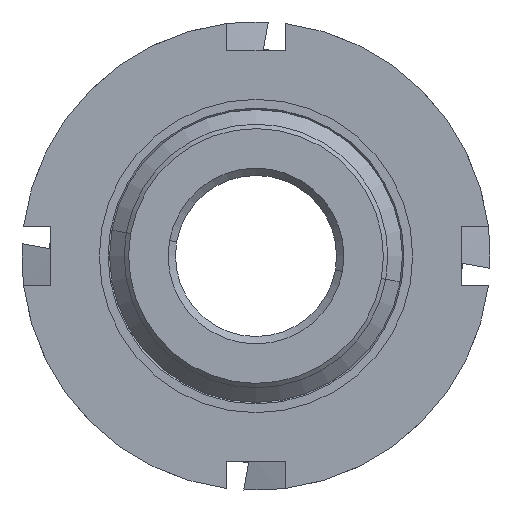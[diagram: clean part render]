
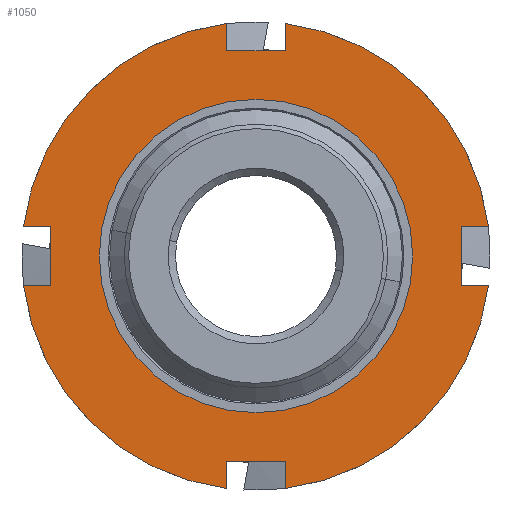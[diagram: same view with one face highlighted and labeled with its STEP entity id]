
A CAD part, front view. The second image highlights one B-rep face of the part: STEP entity #1050.
In plain terms, the highlighted planar face has unit normal (0, -1, 0).
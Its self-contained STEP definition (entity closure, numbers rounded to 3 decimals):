
#7 = EDGE_CURVE ( 'NONE', #1150, #287, #787, .T. ) ;
#24 = VECTOR ( 'NONE', #2161, 1000. ) ;
#42 = VECTOR ( 'NONE', #2848, 1000. ) ;
#55 = CARTESIAN_POINT ( 'NONE',  ( 0., -30., -10.7 ) ) ;
#58 = DIRECTION ( 'NONE',  ( 0., 0., 1. ) ) ;
#92 = EDGE_CURVE ( 'NONE', #2381, #1180, #2538, .T. ) ;
#106 = VECTOR ( 'NONE', #58, 1000. ) ;
#163 = CARTESIAN_POINT ( 'NONE',  ( -2., -30., 14. ) ) ;
#222 = DIRECTION ( 'NONE',  ( -1., 0., 0. ) ) ;
#226 = EDGE_CURVE ( 'NONE', #1630, #1788, #321, .T. ) ;
#234 = DIRECTION ( 'NONE',  ( 0., 0., 1. ) ) ;
#265 = ORIENTED_EDGE ( 'NONE', *, *, #1881, .T. ) ;
#276 = VECTOR ( 'NONE', #1457, 1000. ) ;
#283 = ORIENTED_EDGE ( 'NONE', *, *, #226, .F. ) ;
#286 = ORIENTED_EDGE ( 'NONE', *, *, #2544, .T. ) ;
#287 = VERTEX_POINT ( 'NONE', #1687 ) ;
#321 = LINE ( 'NONE', #738, #24 ) ;
#340 = EDGE_CURVE ( 'NONE', #1513, #664, #2142, .T. ) ;
#355 = CARTESIAN_POINT ( 'NONE',  ( 2., -30., 0. ) ) ;
#372 = CARTESIAN_POINT ( 'NONE',  ( 15.875, -30., -2. ) ) ;
#446 = DIRECTION ( 'NONE',  ( 0., 1., 0. ) ) ;
#555 = AXIS2_PLACEMENT_3D ( 'NONE', #2390, #2617, #1024 ) ;
#589 = ORIENTED_EDGE ( 'NONE', *, *, #1315, .F. ) ;
#605 = EDGE_CURVE ( 'NONE', #1664, #1335, #2535, .T. ) ;
#621 = VERTEX_POINT ( 'NONE', #1325 ) ;
#624 = DIRECTION ( 'NONE',  ( 0., 0., 1. ) ) ;
#626 = AXIS2_PLACEMENT_3D ( 'NONE', #2701, #1544, #624 ) ;
#657 = CARTESIAN_POINT ( 'NONE',  ( -2., -30., 0. ) ) ;
#664 = VERTEX_POINT ( 'NONE', #2321 ) ;
#680 = CARTESIAN_POINT ( 'NONE',  ( 0., -30., 0. ) ) ;
#686 = AXIS2_PLACEMENT_3D ( 'NONE', #859, #2945, #1129 ) ;
#693 = ORIENTED_EDGE ( 'NONE', *, *, #2533, .T. ) ;
#699 = ORIENTED_EDGE ( 'NONE', *, *, #1136, .F. ) ;
#738 = CARTESIAN_POINT ( 'NONE',  ( 10.7, -30., 2. ) ) ;
#751 = EDGE_CURVE ( 'NONE', #287, #1180, #2500, .T. ) ;
#763 = ORIENTED_EDGE ( 'NONE', *, *, #751, .T. ) ;
#787 = LINE ( 'NONE', #2436, #2715 ) ;
#815 = ORIENTED_EDGE ( 'NONE', *, *, #2831, .T. ) ;
#819 = AXIS2_PLACEMENT_3D ( 'NONE', #1008, #2858, #2262 ) ;
#859 = CARTESIAN_POINT ( 'NONE',  ( 0., -30., 0. ) ) ;
#934 = DIRECTION ( 'NONE',  ( 1., 0., 0. ) ) ;
#947 = VERTEX_POINT ( 'NONE', #2422 ) ;
#952 = CARTESIAN_POINT ( 'NONE',  ( -2., -30., -15.875 ) ) ;
#1004 = CARTESIAN_POINT ( 'NONE',  ( 2., -30., -15.875 ) ) ;
#1008 = CARTESIAN_POINT ( 'NONE',  ( 0., -30., 0. ) ) ;
#1024 = DIRECTION ( 'NONE',  ( 0., 0., 1. ) ) ;
#1025 = DIRECTION ( 'NONE',  ( 0., 0., 1. ) ) ;
#1050 = ADVANCED_FACE ( 'NONE', ( #2707, #1573 ), #2934, .F. ) ;
#1052 = DIRECTION ( 'NONE',  ( 1., 0., 0. ) ) ;
#1106 = ORIENTED_EDGE ( 'NONE', *, *, #1624, .T. ) ;
#1129 = DIRECTION ( 'NONE',  ( 0., 0., 1. ) ) ;
#1136 = EDGE_CURVE ( 'NONE', #1664, #2381, #2106, .T. ) ;
#1150 = VERTEX_POINT ( 'NONE', #1984 ) ;
#1180 = VERTEX_POINT ( 'NONE', #163 ) ;
#1208 = EDGE_CURVE ( 'NONE', #2450, #1942, #1676, .T. ) ;
#1252 = DIRECTION ( 'NONE',  ( 1., 0., 0. ) ) ;
#1257 = ORIENTED_EDGE ( 'NONE', *, *, #1208, .F. ) ;
#1266 = LINE ( 'NONE', #355, #276 ) ;
#1300 = DIRECTION ( 'NONE',  ( 0., 1., 0. ) ) ;
#1315 = EDGE_CURVE ( 'NONE', #1562, #947, #2168, .T. ) ;
#1325 = CARTESIAN_POINT ( 'NONE',  ( 14., -30., -2. ) ) ;
#1335 = VERTEX_POINT ( 'NONE', #1480 ) ;
#1421 = CARTESIAN_POINT ( 'NONE',  ( -2., -30., -14. ) ) ;
#1433 = VECTOR ( 'NONE', #1025, 1000. ) ;
#1435 = CARTESIAN_POINT ( 'NONE',  ( 0., -30., -14. ) ) ;
#1452 = VERTEX_POINT ( 'NONE', #952 ) ;
#1457 = DIRECTION ( 'NONE',  ( 0., 0., 1. ) ) ;
#1466 = CARTESIAN_POINT ( 'NONE',  ( 15.875, -30., 2. ) ) ;
#1477 = DIRECTION ( 'NONE',  ( -1., 0., 0. ) ) ;
#1480 = CARTESIAN_POINT ( 'NONE',  ( -14., -30., 2. ) ) ;
#1501 = CIRCLE ( 'NONE', #1996, 16. ) ;
#1506 = CIRCLE ( 'NONE', #1628, 16. ) ;
#1513 = VERTEX_POINT ( 'NONE', #55 ) ;
#1516 = CARTESIAN_POINT ( 'NONE',  ( 10.7, -30., 2. ) ) ;
#1544 = DIRECTION ( 'NONE',  ( 0., 1., 0. ) ) ;
#1552 = CARTESIAN_POINT ( 'NONE',  ( 14., -30., 2. ) ) ;
#1562 = VERTEX_POINT ( 'NONE', #1931 ) ;
#1573 = FACE_OUTER_BOUND ( 'NONE', #2359, .T. ) ;
#1596 = CARTESIAN_POINT ( 'NONE',  ( 10.7, -30., -2. ) ) ;
#1607 = EDGE_CURVE ( 'NONE', #1942, #1873, #1266, .T. ) ;
#1624 = EDGE_CURVE ( 'NONE', #1335, #947, #1803, .T. ) ;
#1628 = AXIS2_PLACEMENT_3D ( 'NONE', #2027, #1816, #2961 ) ;
#1630 = VERTEX_POINT ( 'NONE', #1466 ) ;
#1635 = VECTOR ( 'NONE', #934, 1000. ) ;
#1664 = VERTEX_POINT ( 'NONE', #1672 ) ;
#1672 = CARTESIAN_POINT ( 'NONE',  ( -15.875, -30., 2. ) ) ;
#1676 = CIRCLE ( 'NONE', #555, 16. ) ;
#1687 = CARTESIAN_POINT ( 'NONE',  ( 2., -30., 14. ) ) ;
#1720 = DIRECTION ( 'NONE',  ( 0., 0., -1. ) ) ;
#1779 = DIRECTION ( 'NONE',  ( 0., 0., -1. ) ) ;
#1788 = VERTEX_POINT ( 'NONE', #1552 ) ;
#1795 = LINE ( 'NONE', #1435, #1635 ) ;
#1803 = LINE ( 'NONE', #2162, #42 ) ;
#1816 = DIRECTION ( 'NONE',  ( 0., 1., 0. ) ) ;
#1824 = LINE ( 'NONE', #1596, #1970 ) ;
#1835 = ORIENTED_EDGE ( 'NONE', *, *, #2661, .T. ) ;
#1836 = EDGE_CURVE ( 'NONE', #1452, #1562, #1506, .T. ) ;
#1873 = VERTEX_POINT ( 'NONE', #2372 ) ;
#1881 = EDGE_CURVE ( 'NONE', #664, #1513, #2667, .T. ) ;
#1890 = ORIENTED_EDGE ( 'NONE', *, *, #7, .T. ) ;
#1908 = CARTESIAN_POINT ( 'NONE',  ( 10.7, -30., -2. ) ) ;
#1911 = VECTOR ( 'NONE', #1052, 1000. ) ;
#1920 = CARTESIAN_POINT ( 'NONE',  ( 0., -30., 14. ) ) ;
#1931 = CARTESIAN_POINT ( 'NONE',  ( -15.875, -30., -2. ) ) ;
#1942 = VERTEX_POINT ( 'NONE', #1004 ) ;
#1970 = VECTOR ( 'NONE', #222, 1000. ) ;
#1984 = CARTESIAN_POINT ( 'NONE',  ( 2., -30., 15.875 ) ) ;
#1996 = AXIS2_PLACEMENT_3D ( 'NONE', #680, #446, #234 ) ;
#2027 = CARTESIAN_POINT ( 'NONE',  ( 0., -30., 0. ) ) ;
#2048 = EDGE_CURVE ( 'NONE', #1150, #1630, #1501, .T. ) ;
#2106 = CIRCLE ( 'NONE', #2877, 16. ) ;
#2142 = CIRCLE ( 'NONE', #819, 10.7 ) ;
#2161 = DIRECTION ( 'NONE',  ( -1., 0., 0. ) ) ;
#2162 = CARTESIAN_POINT ( 'NONE',  ( -14., -30., 0. ) ) ;
#2168 = LINE ( 'NONE', #1908, #2456 ) ;
#2187 = CARTESIAN_POINT ( 'NONE',  ( -2., -30., 15.875 ) ) ;
#2217 = VECTOR ( 'NONE', #1779, 1000. ) ;
#2223 = ORIENTED_EDGE ( 'NONE', *, *, #2048, .F. ) ;
#2262 = DIRECTION ( 'NONE',  ( 0., 0., 1. ) ) ;
#2321 = CARTESIAN_POINT ( 'NONE',  ( 0., -30., 10.7 ) ) ;
#2359 = EDGE_LOOP ( 'NONE', ( #589, #2663, #1835, #286, #2719, #1257, #815, #693, #283, #2223, #1890, #763, #2943, #699, #2723, #1106 ) ) ;
#2372 = CARTESIAN_POINT ( 'NONE',  ( 2., -30., -14. ) ) ;
#2381 = VERTEX_POINT ( 'NONE', #2187 ) ;
#2390 = CARTESIAN_POINT ( 'NONE',  ( 0., -30., 0. ) ) ;
#2422 = CARTESIAN_POINT ( 'NONE',  ( -14., -30., -2. ) ) ;
#2436 = CARTESIAN_POINT ( 'NONE',  ( 2., -30., 0. ) ) ;
#2450 = VERTEX_POINT ( 'NONE', #372 ) ;
#2456 = VECTOR ( 'NONE', #1252, 1000. ) ;
#2500 = LINE ( 'NONE', #1920, #2784 ) ;
#2533 = EDGE_CURVE ( 'NONE', #621, #1788, #2553, .T. ) ;
#2535 = LINE ( 'NONE', #1516, #1911 ) ;
#2538 = LINE ( 'NONE', #657, #2217 ) ;
#2544 = EDGE_CURVE ( 'NONE', #2581, #1873, #1795, .T. ) ;
#2553 = LINE ( 'NONE', #2583, #106 ) ;
#2581 = VERTEX_POINT ( 'NONE', #1421 ) ;
#2583 = CARTESIAN_POINT ( 'NONE',  ( 14., -30., 0. ) ) ;
#2617 = DIRECTION ( 'NONE',  ( 0., 1., 0. ) ) ;
#2660 = LINE ( 'NONE', #2836, #1433 ) ;
#2661 = EDGE_CURVE ( 'NONE', #1452, #2581, #2660, .T. ) ;
#2663 = ORIENTED_EDGE ( 'NONE', *, *, #1836, .F. ) ;
#2667 = CIRCLE ( 'NONE', #686, 10.7 ) ;
#2672 = CARTESIAN_POINT ( 'NONE',  ( 0., -30., 0. ) ) ;
#2680 = EDGE_LOOP ( 'NONE', ( #265, #2763 ) ) ;
#2701 = CARTESIAN_POINT ( 'NONE',  ( 10.7, -30., 0. ) ) ;
#2707 = FACE_BOUND ( 'NONE', #2680, .T. ) ;
#2715 = VECTOR ( 'NONE', #1720, 1000. ) ;
#2719 = ORIENTED_EDGE ( 'NONE', *, *, #1607, .F. ) ;
#2723 = ORIENTED_EDGE ( 'NONE', *, *, #605, .T. ) ;
#2763 = ORIENTED_EDGE ( 'NONE', *, *, #340, .T. ) ;
#2784 = VECTOR ( 'NONE', #1477, 1000. ) ;
#2831 = EDGE_CURVE ( 'NONE', #2450, #621, #1824, .T. ) ;
#2836 = CARTESIAN_POINT ( 'NONE',  ( -2., -30., 0. ) ) ;
#2848 = DIRECTION ( 'NONE',  ( 0., 0., -1. ) ) ;
#2858 = DIRECTION ( 'NONE',  ( 0., 1., 0. ) ) ;
#2877 = AXIS2_PLACEMENT_3D ( 'NONE', #2672, #1300, #2902 ) ;
#2902 = DIRECTION ( 'NONE',  ( 0., 0., 1. ) ) ;
#2934 = PLANE ( 'NONE',  #626 ) ;
#2943 = ORIENTED_EDGE ( 'NONE', *, *, #92, .F. ) ;
#2945 = DIRECTION ( 'NONE',  ( 0., 1., 0. ) ) ;
#2961 = DIRECTION ( 'NONE',  ( 0., 0., 1. ) ) ;
